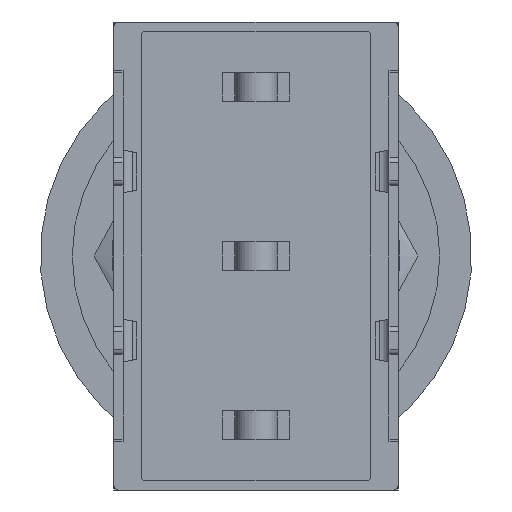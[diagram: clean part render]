
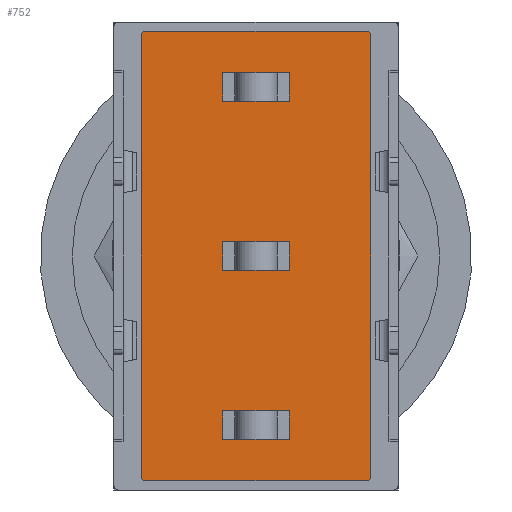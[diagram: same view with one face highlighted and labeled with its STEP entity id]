
A CAD part, front view. The second image highlights one B-rep face of the part: STEP entity #752.
In plain terms, the highlighted planar face has unit normal (0, -1, 0).
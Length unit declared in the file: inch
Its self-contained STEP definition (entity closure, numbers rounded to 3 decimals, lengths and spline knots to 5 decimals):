
#752 = ADVANCED_FACE( '', ( #1467, #1468, #1469, #1470 ), #1471, .F. );
#1467 = FACE_BOUND( '', #2213, .T. );
#1468 = FACE_BOUND( '', #2214, .T. );
#1469 = FACE_BOUND( '', #2215, .T. );
#1470 = FACE_OUTER_BOUND( '', #2216, .T. );
#1471 = PLANE( '', #2217 );
#2213 = EDGE_LOOP( '', ( #3928, #3929, #3930, #3931 ) );
#2214 = EDGE_LOOP( '', ( #3932, #3933, #3934, #3935 ) );
#2215 = EDGE_LOOP( '', ( #3936, #3937, #3938, #3939 ) );
#2216 = EDGE_LOOP( '', ( #3940, #3941, #3942, #3943, #3944, #3945, #3946, #3947 ) );
#2217 = AXIS2_PLACEMENT_3D( '', #3948, #3949, #3950 );
#3928 = ORIENTED_EDGE( '', *, *, #5365, .F. );
#3929 = ORIENTED_EDGE( '', *, *, #5142, .F. );
#3930 = ORIENTED_EDGE( '', *, *, #5366, .T. );
#3931 = ORIENTED_EDGE( '', *, *, #4893, .T. );
#3932 = ORIENTED_EDGE( '', *, *, #5074, .F. );
#3933 = ORIENTED_EDGE( '', *, *, #4673, .F. );
#3934 = ORIENTED_EDGE( '', *, *, #5278, .T. );
#3935 = ORIENTED_EDGE( '', *, *, #5191, .T. );
#3936 = ORIENTED_EDGE( '', *, *, #5153, .F. );
#3937 = ORIENTED_EDGE( '', *, *, #5367, .F. );
#3938 = ORIENTED_EDGE( '', *, *, #5368, .T. );
#3939 = ORIENTED_EDGE( '', *, *, #4763, .T. );
#3940 = ORIENTED_EDGE( '', *, *, #5159, .F. );
#3941 = ORIENTED_EDGE( '', *, *, #5297, .F. );
#3942 = ORIENTED_EDGE( '', *, *, #5179, .F. );
#3943 = ORIENTED_EDGE( '', *, *, #5102, .F. );
#3944 = ORIENTED_EDGE( '', *, *, #4771, .F. );
#3945 = ORIENTED_EDGE( '', *, *, #5196, .F. );
#3946 = ORIENTED_EDGE( '', *, *, #5024, .F. );
#3947 = ORIENTED_EDGE( '', *, *, #4945, .F. );
#3948 = CARTESIAN_POINT( '', ( -0.12038, 0., 0.24088 ) );
#3949 = DIRECTION( '', ( 0., 1., 0. ) );
#3950 = DIRECTION( '', ( 0., 0., 1. ) );
#4673 = EDGE_CURVE( '', #5557, #5544, #5559, .T. );
#4763 = EDGE_CURVE( '', #5721, #5718, #5722, .T. );
#4771 = EDGE_CURVE( '', #5735, #5736, #5737, .T. );
#4893 = EDGE_CURVE( '', #5948, #5946, #5949, .T. );
#4945 = EDGE_CURVE( '', #6030, #6031, #6032, .T. );
#5024 = EDGE_CURVE( '', #6031, #6162, #6163, .T. );
#5074 = EDGE_CURVE( '', #5544, #6232, #6236, .T. );
#5102 = EDGE_CURVE( '', #5736, #6273, #6274, .T. );
#5142 = EDGE_CURVE( '', #6333, #6328, #6335, .T. );
#5153 = EDGE_CURVE( '', #6346, #5718, #6348, .T. );
#5159 = EDGE_CURVE( '', #6354, #6030, #6355, .T. );
#5179 = EDGE_CURVE( '', #6273, #6383, #6384, .T. );
#5191 = EDGE_CURVE( '', #6401, #6232, #6402, .T. );
#5196 = EDGE_CURVE( '', #6162, #5735, #6408, .T. );
#5278 = EDGE_CURVE( '', #5557, #6401, #6514, .T. );
#5297 = EDGE_CURVE( '', #6383, #6354, #6539, .T. );
#5365 = EDGE_CURVE( '', #6328, #5946, #6622, .T. );
#5366 = EDGE_CURVE( '', #6333, #5948, #6623, .T. );
#5367 = EDGE_CURVE( '', #6624, #6346, #6625, .T. );
#5368 = EDGE_CURVE( '', #6624, #5721, #6626, .T. );
#5544 = VERTEX_POINT( '', #6845 );
#5557 = VERTEX_POINT( '', #6863 );
#5559 = LINE( '', #6866, #6867 );
#5718 = VERTEX_POINT( '', #7119 );
#5721 = VERTEX_POINT( '', #7123 );
#5722 = LINE( '', #7124, #7125 );
#5735 = VERTEX_POINT( '', #7143 );
#5736 = VERTEX_POINT( '', #7144 );
#5737 = LINE( '', #7145, #7146 );
#5946 = VERTEX_POINT( '', #7454 );
#5948 = VERTEX_POINT( '', #7457 );
#5949 = LINE( '', #7458, #7459 );
#6030 = VERTEX_POINT( '', #7571 );
#6031 = VERTEX_POINT( '', #7572 );
#6032 = CIRCLE( '', #7573, 0.00512 );
#6162 = VERTEX_POINT( '', #7752 );
#6163 = LINE( '', #7753, #7754 );
#6232 = VERTEX_POINT( '', #7855 );
#6236 = LINE( '', #7861, #7862 );
#6273 = VERTEX_POINT( '', #7914 );
#6274 = CIRCLE( '', #7915, 0.00512 );
#6328 = VERTEX_POINT( '', #7995 );
#6333 = VERTEX_POINT( '', #8002 );
#6335 = LINE( '', #8005, #8006 );
#6346 = VERTEX_POINT( '', #8021 );
#6348 = LINE( '', #8024, #8025 );
#6354 = VERTEX_POINT( '', #8033 );
#6355 = LINE( '', #8034, #8035 );
#6383 = VERTEX_POINT( '', #8071 );
#6384 = LINE( '', #8072, #8073 );
#6401 = VERTEX_POINT( '', #8098 );
#6402 = LINE( '', #8099, #8100 );
#6408 = CIRCLE( '', #8109, 0.00512 );
#6514 = LINE( '', #8278, #8279 );
#6539 = CIRCLE( '', #8314, 0.00512 );
#6622 = LINE( '', #8428, #8429 );
#6623 = LINE( '', #8430, #8431 );
#6624 = VERTEX_POINT( '', #8432 );
#6625 = LINE( '', #8433, #8434 );
#6626 = LINE( '', #8435, #8436 );
#6845 = CARTESIAN_POINT( '', ( -0.0365, 0., 0.0155 ) );
#6863 = CARTESIAN_POINT( '', ( 0.0365, 0., 0.0155 ) );
#6866 = CARTESIAN_POINT( '', ( 0.0365, 0., 0.0155 ) );
#6867 = VECTOR( '', #8663, 39.37008 );
#7119 = CARTESIAN_POINT( '', ( -0.0365, 0., -0.2005 ) );
#7123 = CARTESIAN_POINT( '', ( 0.0365, 0., -0.2005 ) );
#7124 = CARTESIAN_POINT( '', ( 0.0365, 0., -0.2005 ) );
#7125 = VECTOR( '', #8744, 39.37008 );
#7143 = CARTESIAN_POINT( '', ( 0.1255, 0., 0.24088 ) );
#7144 = CARTESIAN_POINT( '', ( 0.1255, 0., -0.24088 ) );
#7145 = CARTESIAN_POINT( '', ( 0.1255, 0., 0.24088 ) );
#7146 = VECTOR( '', #8753, 39.37008 );
#7454 = CARTESIAN_POINT( '', ( -0.0365, 0., 0.1695 ) );
#7457 = CARTESIAN_POINT( '', ( 0.0365, 0., 0.1695 ) );
#7458 = CARTESIAN_POINT( '', ( 0.0365, 0., 0.1695 ) );
#7459 = VECTOR( '', #8903, 39.37008 );
#7571 = CARTESIAN_POINT( '', ( -0.1255, 0., 0.24088 ) );
#7572 = CARTESIAN_POINT( '', ( -0.12038, 0., 0.246 ) );
#7573 = AXIS2_PLACEMENT_3D( '', #8959, #8960, #8961 );
#7752 = CARTESIAN_POINT( '', ( 0.12038, 0., 0.246 ) );
#7753 = CARTESIAN_POINT( '', ( -0.12038, 0., 0.246 ) );
#7754 = VECTOR( '', #9077, 39.37008 );
#7855 = CARTESIAN_POINT( '', ( -0.0365, 0., -0.0155 ) );
#7861 = CARTESIAN_POINT( '', ( -0.0365, 0., 0.0155 ) );
#7862 = VECTOR( '', #9118, 39.37008 );
#7914 = CARTESIAN_POINT( '', ( 0.12038, 0., -0.246 ) );
#7915 = AXIS2_PLACEMENT_3D( '', #9140, #9141, #9142 );
#7995 = CARTESIAN_POINT( '', ( -0.0365, 0., 0.2005 ) );
#8002 = CARTESIAN_POINT( '', ( 0.0365, 0., 0.2005 ) );
#8005 = CARTESIAN_POINT( '', ( 0.0365, 0., 0.2005 ) );
#8006 = VECTOR( '', #9190, 39.37008 );
#8021 = CARTESIAN_POINT( '', ( -0.0365, 0., -0.1695 ) );
#8024 = CARTESIAN_POINT( '', ( -0.0365, 0., -0.1695 ) );
#8025 = VECTOR( '', #9196, 39.37008 );
#8033 = CARTESIAN_POINT( '', ( -0.1255, 0., -0.24088 ) );
#8034 = CARTESIAN_POINT( '', ( -0.1255, 0., -0.24088 ) );
#8035 = VECTOR( '', #9199, 39.37008 );
#8071 = CARTESIAN_POINT( '', ( -0.12038, 0., -0.246 ) );
#8072 = CARTESIAN_POINT( '', ( 0.12038, 0., -0.246 ) );
#8073 = VECTOR( '', #9229, 39.37008 );
#8098 = CARTESIAN_POINT( '', ( 0.0365, 0., -0.0155 ) );
#8099 = CARTESIAN_POINT( '', ( 0.0365, 0., -0.0155 ) );
#8100 = VECTOR( '', #9238, 39.37008 );
#8109 = AXIS2_PLACEMENT_3D( '', #9242, #9243, #9244 );
#8278 = CARTESIAN_POINT( '', ( 0.0365, 0., 0.0155 ) );
#8279 = VECTOR( '', #9312, 39.37008 );
#8314 = AXIS2_PLACEMENT_3D( '', #9329, #9330, #9331 );
#8428 = CARTESIAN_POINT( '', ( -0.0365, 0., 0.2005 ) );
#8429 = VECTOR( '', #9399, 39.37008 );
#8430 = CARTESIAN_POINT( '', ( 0.0365, 0., 0.2005 ) );
#8431 = VECTOR( '', #9400, 39.37008 );
#8432 = CARTESIAN_POINT( '', ( 0.0365, 0., -0.1695 ) );
#8433 = CARTESIAN_POINT( '', ( 0.0365, 0., -0.1695 ) );
#8434 = VECTOR( '', #9401, 39.37008 );
#8435 = CARTESIAN_POINT( '', ( 0.0365, 0., -0.1695 ) );
#8436 = VECTOR( '', #9402, 39.37008 );
#8663 = DIRECTION( '', ( -1., 0., 0. ) );
#8744 = DIRECTION( '', ( -1., 0., 0. ) );
#8753 = DIRECTION( '', ( 0., 0., -1. ) );
#8903 = DIRECTION( '', ( -1., 0., 0. ) );
#8959 = CARTESIAN_POINT( '', ( -0.12038, 0., 0.24088 ) );
#8960 = DIRECTION( '', ( 0., 1., 0. ) );
#8961 = DIRECTION( '', ( 1., 0., 0. ) );
#9077 = DIRECTION( '', ( 1., 0., 0. ) );
#9118 = DIRECTION( '', ( 0., 0., -1. ) );
#9140 = CARTESIAN_POINT( '', ( 0.12038, 0., -0.24088 ) );
#9141 = DIRECTION( '', ( 0., 1., 0. ) );
#9142 = DIRECTION( '', ( 1., 0., 0. ) );
#9190 = DIRECTION( '', ( -1., 0., 0. ) );
#9196 = DIRECTION( '', ( 0., 0., -1. ) );
#9199 = DIRECTION( '', ( 0., 0., 1. ) );
#9229 = DIRECTION( '', ( -1., 0., 0. ) );
#9238 = DIRECTION( '', ( -1., 0., 0. ) );
#9242 = CARTESIAN_POINT( '', ( 0.12038, 0., 0.24088 ) );
#9243 = DIRECTION( '', ( 0., 1., 0. ) );
#9244 = DIRECTION( '', ( 1., 0., 0. ) );
#9312 = DIRECTION( '', ( 0., 0., -1. ) );
#9329 = CARTESIAN_POINT( '', ( -0.12038, 0., -0.24088 ) );
#9330 = DIRECTION( '', ( 0., 1., 0. ) );
#9331 = DIRECTION( '', ( 1., 0., 0. ) );
#9399 = DIRECTION( '', ( 0., 0., -1. ) );
#9400 = DIRECTION( '', ( 0., 0., -1. ) );
#9401 = DIRECTION( '', ( -1., 0., 0. ) );
#9402 = DIRECTION( '', ( 0., 0., -1. ) );
